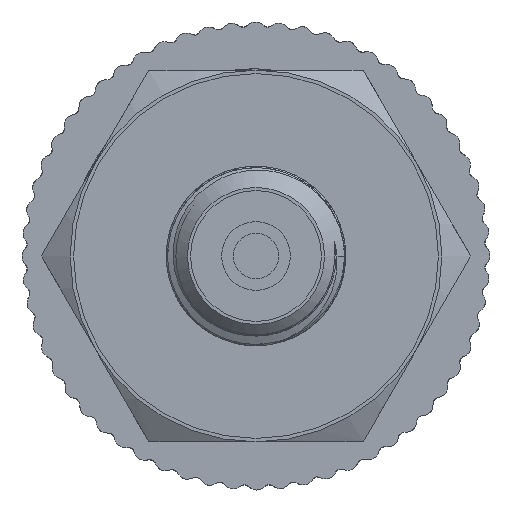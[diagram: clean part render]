
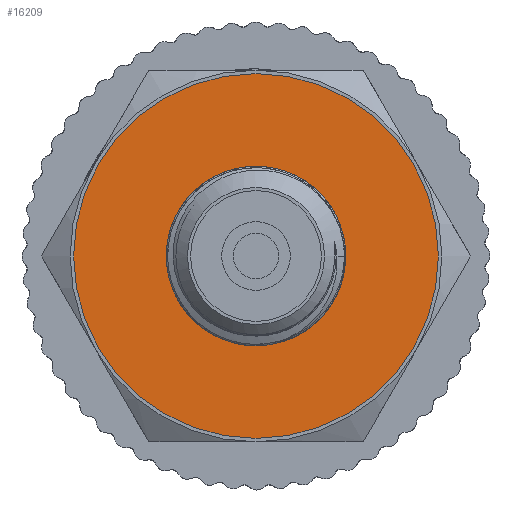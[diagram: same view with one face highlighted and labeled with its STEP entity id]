
A CAD part, left-side view. The second image highlights one B-rep face of the part: STEP entity #16209.
In plain terms, the highlighted planar face has unit normal (-1, 0, 0).
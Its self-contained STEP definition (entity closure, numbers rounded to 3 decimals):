
#667=PLANE('',#17019);
#926=FACE_BOUND('',#2284,.T.);
#1337=FACE_OUTER_BOUND('',#2283,.T.);
#2283=EDGE_LOOP('',(#12404));
#2284=EDGE_LOOP('',(#12405));
#2948=CIRCLE('',#16993,13.25);
#2950=CIRCLE('',#16997,6.5);
#6920=VERTEX_POINT('',#29730);
#6923=VERTEX_POINT('',#30127);
#8922=EDGE_CURVE('',#6920,#6920,#2948,.T.);
#8928=EDGE_CURVE('',#6923,#6923,#2950,.T.);
#12404=ORIENTED_EDGE('',*,*,#8922,.T.);
#12405=ORIENTED_EDGE('',*,*,#8928,.T.);
#16209=ADVANCED_FACE('',(#1337,#926),#667,.T.);
#16993=AXIS2_PLACEMENT_3D('',#29731,#18163,#18164);
#16997=AXIS2_PLACEMENT_3D('',#30128,#18172,#18173);
#17019=AXIS2_PLACEMENT_3D('',#31791,#18221,#18222);
#18163=DIRECTION('center_axis',(-1.,0.,0.));
#18164=DIRECTION('ref_axis',(0.,1.,0.));
#18172=DIRECTION('center_axis',(1.,0.,0.));
#18173=DIRECTION('ref_axis',(0.,0.,-1.));
#18221=DIRECTION('center_axis',(-1.,0.,0.));
#18222=DIRECTION('ref_axis',(0.,0.,1.));
#29730=CARTESIAN_POINT('',(-47.,-13.25,0.));
#29731=CARTESIAN_POINT('Origin',(-47.,0.,0.));
#30127=CARTESIAN_POINT('',(-47.,0.,6.5));
#30128=CARTESIAN_POINT('Origin',(-47.,0.,0.));
#31791=CARTESIAN_POINT('Origin',(-47.,13.5,0.));
